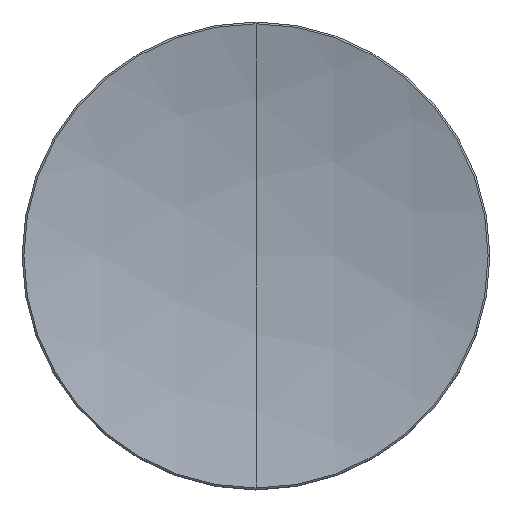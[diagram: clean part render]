
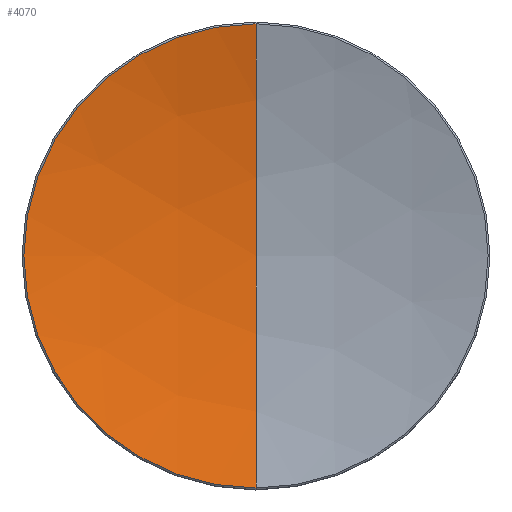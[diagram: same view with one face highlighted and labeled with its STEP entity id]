
A CAD part, top view. The second image highlights one B-rep face of the part: STEP entity #4070.
In plain terms, the highlighted spherical face has radius 100 mm.
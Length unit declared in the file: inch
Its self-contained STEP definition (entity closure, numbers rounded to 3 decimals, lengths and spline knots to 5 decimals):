
#1433 = VERTEX_POINT ( 'NONE', #11948 ) ;
#1474 = EDGE_CURVE ( 'NONE', #1433, #1736, #10607, .T. ) ;
#1484 = EDGE_CURVE ( 'NONE', #3967, #1736, #10656, .T. ) ;
#1498 = ORIENTED_EDGE ( 'NONE', *, *, #1484, .F. ) ;
#1659 = EDGE_CURVE ( 'NONE', #3997, #1433, #11007, .T. ) ;
#1692 = ORIENTED_EDGE ( 'NONE', *, *, #1474, .T. ) ;
#1736 = VERTEX_POINT ( 'NONE', #11299 ) ;
#3960 = EDGE_CURVE ( 'NONE', #3967, #3997, #16269, .T. ) ;
#3967 = VERTEX_POINT ( 'NONE', #16343 ) ;
#3969 = ORIENTED_EDGE ( 'NONE', *, *, #1659, .T. ) ;
#3997 = VERTEX_POINT ( 'NONE', #17364 ) ;
#4070 = ADVANCED_FACE ( 'NONE', ( #19853 ), #19881, .F. ) ;
#4084 = EDGE_LOOP ( 'NONE', ( #4085, #3969, #1692, #1498 ) ) ;
#4085 = ORIENTED_EDGE ( 'NONE', *, *, #3960, .T. ) ;
#10399 = DIRECTION ( 'NONE',  ( 1., 0., 0. ) ) ;
#10403 = DIRECTION ( 'NONE',  ( 0., 1., 0. ) ) ;
#10605 = CARTESIAN_POINT ( 'NONE',  ( 0., 0., 4.11417 ) ) ;
#10606 = AXIS2_PLACEMENT_3D ( 'NONE', #10605, #10399, #10403 ) ;
#10607 = CIRCLE ( 'NONE', #10606, 3.93701 ) ;
#10622 = DIRECTION ( 'NONE',  ( 0., 0., 1. ) ) ;
#10623 = DIRECTION ( 'NONE',  ( -1., 0., 0. ) ) ;
#10624 = CARTESIAN_POINT ( 'NONE',  ( 0., 0., 4.11417 ) ) ;
#10656 = CIRCLE ( 'NONE', #10657, 3.93701 ) ;
#10657 = AXIS2_PLACEMENT_3D ( 'NONE', #10624, #10623, #10622 ) ;
#10994 = DIRECTION ( 'NONE',  ( 1., 0., 0. ) ) ;
#10995 = DIRECTION ( 'NONE',  ( 0., 0., 1. ) ) ;
#10996 = CARTESIAN_POINT ( 'NONE',  ( 0., 0., 0.30429 ) ) ;
#11006 = AXIS2_PLACEMENT_3D ( 'NONE', #10996, #10995, #10994 ) ;
#11007 = CIRCLE ( 'NONE', #11006, 0.99238 ) ;
#11299 = CARTESIAN_POINT ( 'NONE',  ( 0., 0., 0.17717 ) ) ;
#11948 = CARTESIAN_POINT ( 'NONE',  ( 0., -0.99238, 0.30429 ) ) ;
#16265 = DIRECTION ( 'NONE',  ( 1., 0., 0. ) ) ;
#16266 = DIRECTION ( 'NONE',  ( 0., 0., 1. ) ) ;
#16267 = CARTESIAN_POINT ( 'NONE',  ( 0., 0., 0.30429 ) ) ;
#16268 = AXIS2_PLACEMENT_3D ( 'NONE', #16267, #16266, #16265 ) ;
#16269 = CIRCLE ( 'NONE', #16268, 0.99238 ) ;
#16343 = CARTESIAN_POINT ( 'NONE',  ( 0., 0.99238, 0.30429 ) ) ;
#17364 = CARTESIAN_POINT ( 'NONE',  ( -0.99238, 0., 0.30429 ) ) ;
#19853 = FACE_OUTER_BOUND ( 'NONE', #4084, .T. ) ;
#19860 = DIRECTION ( 'NONE',  ( 0., 1., 0. ) ) ;
#19861 = DIRECTION ( 'NONE',  ( 1., 0., 0. ) ) ;
#19862 = CARTESIAN_POINT ( 'NONE',  ( 0., 0., 4.11417 ) ) ;
#19863 = AXIS2_PLACEMENT_3D ( 'NONE', #19862, #19861, #19860 ) ;
#19881 = SPHERICAL_SURFACE ( 'NONE', #19863, 3.93701 ) ;
